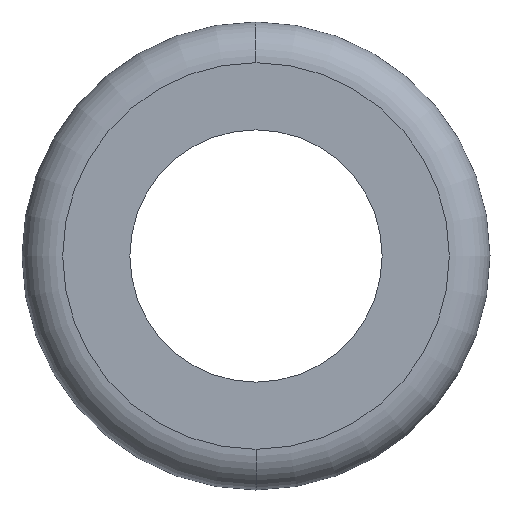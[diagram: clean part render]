
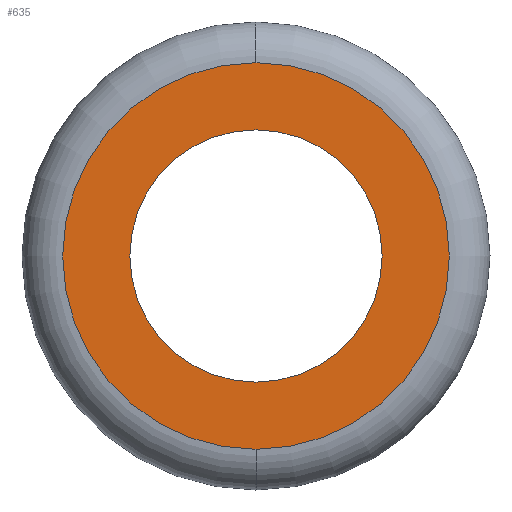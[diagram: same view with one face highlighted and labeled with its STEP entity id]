
A CAD part, left-side view. The second image highlights one B-rep face of the part: STEP entity #635.
In plain terms, the highlighted planar face has unit normal (-1, 0, 0).
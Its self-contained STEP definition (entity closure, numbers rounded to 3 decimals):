
#20 = DIRECTION ( 'NONE',  ( 0., 0., -1. ) ) ;
#26 = DIRECTION ( 'NONE',  ( 0., 0., -1. ) ) ;
#31 = AXIS2_PLACEMENT_3D ( 'NONE', #702, #365, #26 ) ;
#33 = AXIS2_PLACEMENT_3D ( 'NONE', #96, #610, #276 ) ;
#35 = CARTESIAN_POINT ( 'NONE',  ( 0., 0., 0. ) ) ;
#57 = CARTESIAN_POINT ( 'NONE',  ( 0., 0., -4.75 ) ) ;
#68 = CARTESIAN_POINT ( 'NONE',  ( 0., 0., 4.75 ) ) ;
#86 = VERTEX_POINT ( 'NONE', #57 ) ;
#91 = DIRECTION ( 'NONE',  ( 0., 0., -1. ) ) ;
#96 = CARTESIAN_POINT ( 'NONE',  ( 0., 0., 0. ) ) ;
#97 = CARTESIAN_POINT ( 'NONE',  ( 0., 0., 3.1 ) ) ;
#111 = CIRCLE ( 'NONE', #391, 3.1 ) ;
#129 = DIRECTION ( 'NONE',  ( 1., 0., 0. ) ) ;
#135 = FACE_OUTER_BOUND ( 'NONE', #372, .T. ) ;
#204 = CARTESIAN_POINT ( 'NONE',  ( 0., 0., -3.1 ) ) ;
#231 = EDGE_CURVE ( 'NONE', #466, #658, #111, .T. ) ;
#271 = VERTEX_POINT ( 'NONE', #68 ) ;
#276 = DIRECTION ( 'NONE',  ( 0., 0., -1. ) ) ;
#338 = EDGE_CURVE ( 'NONE', #658, #466, #460, .T. ) ;
#357 = DIRECTION ( 'NONE',  ( 1., 0., 0. ) ) ;
#362 = CIRCLE ( 'NONE', #595, 4.75 ) ;
#364 = ORIENTED_EDGE ( 'NONE', *, *, #338, .T. ) ;
#365 = DIRECTION ( 'NONE',  ( -1., 0., 0. ) ) ;
#368 = EDGE_LOOP ( 'NONE', ( #364, #576 ) ) ;
#372 = EDGE_LOOP ( 'NONE', ( #711, #515 ) ) ;
#375 = EDGE_CURVE ( 'NONE', #86, #271, #593, .T. ) ;
#391 = AXIS2_PLACEMENT_3D ( 'NONE', #690, #357, #20 ) ;
#432 = DIRECTION ( 'NONE',  ( -1., 0., 0. ) ) ;
#460 = CIRCLE ( 'NONE', #648, 3.1 ) ;
#466 = VERTEX_POINT ( 'NONE', #204 ) ;
#468 = EDGE_CURVE ( 'NONE', #271, #86, #362, .T. ) ;
#469 = CARTESIAN_POINT ( 'NONE',  ( 0., 0., 0. ) ) ;
#515 = ORIENTED_EDGE ( 'NONE', *, *, #468, .T. ) ;
#521 = DIRECTION ( 'NONE',  ( 0., 0., -1. ) ) ;
#551 = PLANE ( 'NONE',  #33 ) ;
#576 = ORIENTED_EDGE ( 'NONE', *, *, #231, .T. ) ;
#593 = CIRCLE ( 'NONE', #31, 4.75 ) ;
#595 = AXIS2_PLACEMENT_3D ( 'NONE', #35, #432, #91 ) ;
#598 = FACE_BOUND ( 'NONE', #368, .T. ) ;
#610 = DIRECTION ( 'NONE',  ( 1., 0., 0. ) ) ;
#635 = ADVANCED_FACE ( 'NONE', ( #598, #135 ), #551, .F. ) ;
#648 = AXIS2_PLACEMENT_3D ( 'NONE', #469, #129, #521 ) ;
#658 = VERTEX_POINT ( 'NONE', #97 ) ;
#690 = CARTESIAN_POINT ( 'NONE',  ( 0., 0., 0. ) ) ;
#702 = CARTESIAN_POINT ( 'NONE',  ( 0., 0., 0. ) ) ;
#711 = ORIENTED_EDGE ( 'NONE', *, *, #375, .T. ) ;
